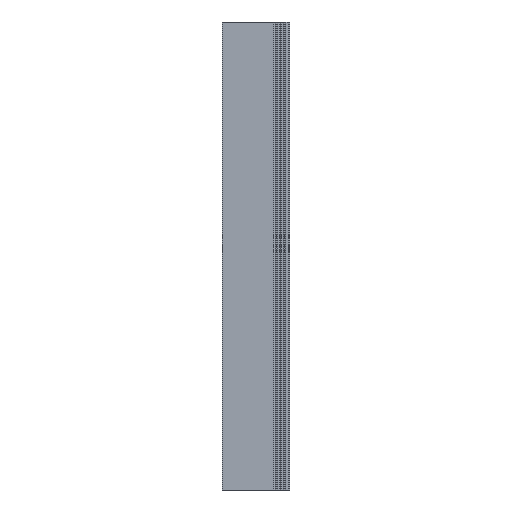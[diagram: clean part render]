
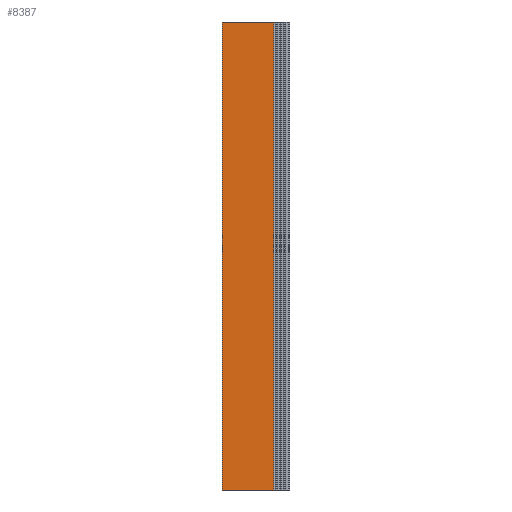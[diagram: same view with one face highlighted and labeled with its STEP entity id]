
A CAD part, left-side view. The second image highlights one B-rep face of the part: STEP entity #8387.
In plain terms, the highlighted planar face has unit normal (-1, 0, 0).
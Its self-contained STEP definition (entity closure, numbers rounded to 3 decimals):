
#8387=ADVANCED_FACE('',(#25142),#25144,.T.);
#25142=FACE_BOUND('',#25143,.T.);
#25143=EDGE_LOOP('',(#40869,#40870,#40871,#40872));
#25144=PLANE('',#25145);
#25145=AXIS2_PLACEMENT_3D('',#25146,#25147,#25148);
#25146=CARTESIAN_POINT('',(-172.,0.,0.));
#25147=DIRECTION('',(-1.,0.,0.));
#25148=DIRECTION('',(0.,-1.,0.));
#40869=ORIENTED_EDGE('',*,*,#48041,.T.);
#40870=ORIENTED_EDGE('',*,*,#50383,.F.);
#40871=ORIENTED_EDGE('',*,*,#49192,.T.);
#40872=ORIENTED_EDGE('',*,*,#50438,.T.);
#48041=EDGE_CURVE('',#55990,#55988,#55991,.F.);
#49192=EDGE_CURVE('',#58289,#58287,#58290,.T.);
#50383=EDGE_CURVE('',#58289,#55988,#60661,.T.);
#50438=EDGE_CURVE('',#58287,#55990,#60716,.T.);
#55988=VERTEX_POINT('',#88311);
#55990=VERTEX_POINT('',#88315);
#55991=LINE('',#88316,#88317);
#58287=VERTEX_POINT('',#93981);
#58289=VERTEX_POINT('',#93986);
#58290=LINE('',#93987,#93988);
#60661=LINE('',#99841,#99842);
#60716=LINE('',#100006,#100007);
#88311=CARTESIAN_POINT('',(-172.,0.,284.));
#88315=CARTESIAN_POINT('',(-172.,-31.308,284.));
#88316=CARTESIAN_POINT('',(-172.,0.,284.));
#88317=VECTOR('',#88318,1.);
#88318=DIRECTION('',(0.,-1.,0.));
#93981=CARTESIAN_POINT('',(-172.,-31.308,0.));
#93986=CARTESIAN_POINT('',(-172.,0.,0.));
#93987=CARTESIAN_POINT('',(-172.,0.,0.));
#93988=VECTOR('',#93989,1.);
#93989=DIRECTION('',(0.,-1.,0.));
#99841=CARTESIAN_POINT('',(-172.,0.,0.));
#99842=VECTOR('',#99843,1.);
#99843=DIRECTION('',(0.,0.,1.));
#100006=CARTESIAN_POINT('',(-172.,-31.308,0.));
#100007=VECTOR('',#100008,1.);
#100008=DIRECTION('',(0.,0.,1.));
